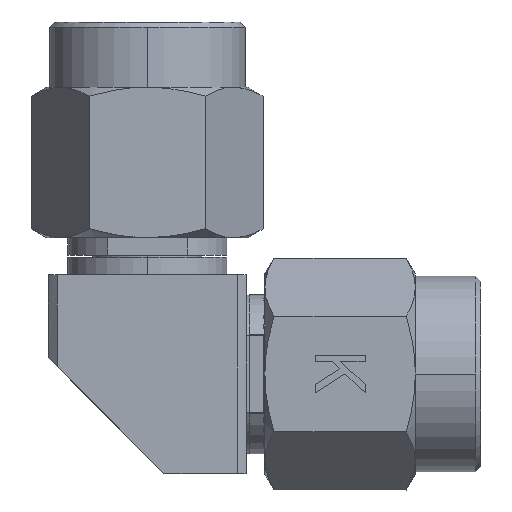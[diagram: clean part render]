
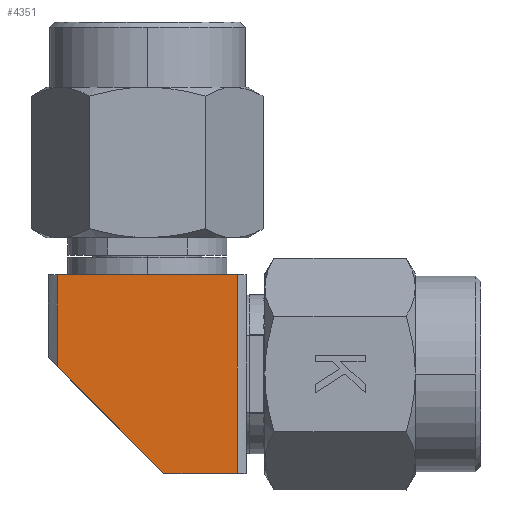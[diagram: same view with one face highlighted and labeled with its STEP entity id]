
A CAD part, top view. The second image highlights one B-rep face of the part: STEP entity #4351.
In plain terms, the highlighted face is planar.
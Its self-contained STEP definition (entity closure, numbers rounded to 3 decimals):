
#27 = CARTESIAN_POINT ( 'NONE',  ( 0.297, -3.597, -3.96 ) ) ;
#54 = CARTESIAN_POINT ( 'NONE',  ( 3.96, 3.597, -3.96 ) ) ;
#98 = VERTEX_POINT ( 'NONE', #27 ) ;
#146 = CARTESIAN_POINT ( 'NONE',  ( -3.96, 3.597, -3.96 ) ) ;
#152 = AXIS2_PLACEMENT_3D ( 'NONE', #1966, #2475, #4242 ) ;
#367 = DIRECTION ( 'NONE',  ( 0., 1., 0. ) ) ;
#706 = PLANE ( 'NONE',  #152 ) ;
#778 = ORIENTED_EDGE ( 'NONE', *, *, #2521, .F. ) ;
#992 = LINE ( 'NONE', #2755, #3848 ) ;
#1023 = DIRECTION ( 'NONE',  ( 0.707, -0.707, 0. ) ) ;
#1288 = DIRECTION ( 'NONE',  ( 0., -1., 0. ) ) ;
#1467 = ORIENTED_EDGE ( 'NONE', *, *, #2764, .F. ) ;
#1657 = EDGE_CURVE ( 'NONE', #3821, #4903, #2609, .T. ) ;
#1682 = CARTESIAN_POINT ( 'NONE',  ( -3.96, 0., -3.96 ) ) ;
#1966 = CARTESIAN_POINT ( 'NONE',  ( 0., 0., -3.96 ) ) ;
#2149 = LINE ( 'NONE', #1682, #3490 ) ;
#2338 = EDGE_LOOP ( 'NONE', ( #1467, #4340, #5721, #778, #4986 ) ) ;
#2475 = DIRECTION ( 'NONE',  ( 0., 0., 1. ) ) ;
#2521 = EDGE_CURVE ( 'NONE', #98, #3821, #2706, .T. ) ;
#2609 = LINE ( 'NONE', #4416, #3308 ) ;
#2706 = LINE ( 'NONE', #5346, #3942 ) ;
#2755 = CARTESIAN_POINT ( 'NONE',  ( -3.96, 0.66, -3.96 ) ) ;
#2764 = EDGE_CURVE ( 'NONE', #4606, #3367, #2149, .T. ) ;
#2844 = LINE ( 'NONE', #3733, #3731 ) ;
#3308 = VECTOR ( 'NONE', #367, 1000. ) ;
#3367 = VERTEX_POINT ( 'NONE', #4530 ) ;
#3374 = EDGE_CURVE ( 'NONE', #3367, #98, #992, .T. ) ;
#3490 = VECTOR ( 'NONE', #1288, 1000. ) ;
#3646 = CARTESIAN_POINT ( 'NONE',  ( 3.96, -3.597, -3.96 ) ) ;
#3731 = VECTOR ( 'NONE', #4634, 1000. ) ;
#3733 = CARTESIAN_POINT ( 'NONE',  ( 0., 3.597, -3.96 ) ) ;
#3821 = VERTEX_POINT ( 'NONE', #3646 ) ;
#3848 = VECTOR ( 'NONE', #1023, 1000. ) ;
#3942 = VECTOR ( 'NONE', #4101, 1000. ) ;
#4101 = DIRECTION ( 'NONE',  ( 1., 0., 0. ) ) ;
#4242 = DIRECTION ( 'NONE',  ( 1., 0., 0. ) ) ;
#4340 = ORIENTED_EDGE ( 'NONE', *, *, #4525, .F. ) ;
#4351 = ADVANCED_FACE ( 'NONE', ( #4706 ), #706, .F. ) ;
#4416 = CARTESIAN_POINT ( 'NONE',  ( 3.96, -3.96, -3.96 ) ) ;
#4525 = EDGE_CURVE ( 'NONE', #4903, #4606, #2844, .T. ) ;
#4530 = CARTESIAN_POINT ( 'NONE',  ( -3.96, 0.66, -3.96 ) ) ;
#4606 = VERTEX_POINT ( 'NONE', #146 ) ;
#4634 = DIRECTION ( 'NONE',  ( -1., 0., 0. ) ) ;
#4706 = FACE_OUTER_BOUND ( 'NONE', #2338, .T. ) ;
#4903 = VERTEX_POINT ( 'NONE', #54 ) ;
#4986 = ORIENTED_EDGE ( 'NONE', *, *, #3374, .F. ) ;
#5346 = CARTESIAN_POINT ( 'NONE',  ( 0., -3.597, -3.96 ) ) ;
#5721 = ORIENTED_EDGE ( 'NONE', *, *, #1657, .F. ) ;
